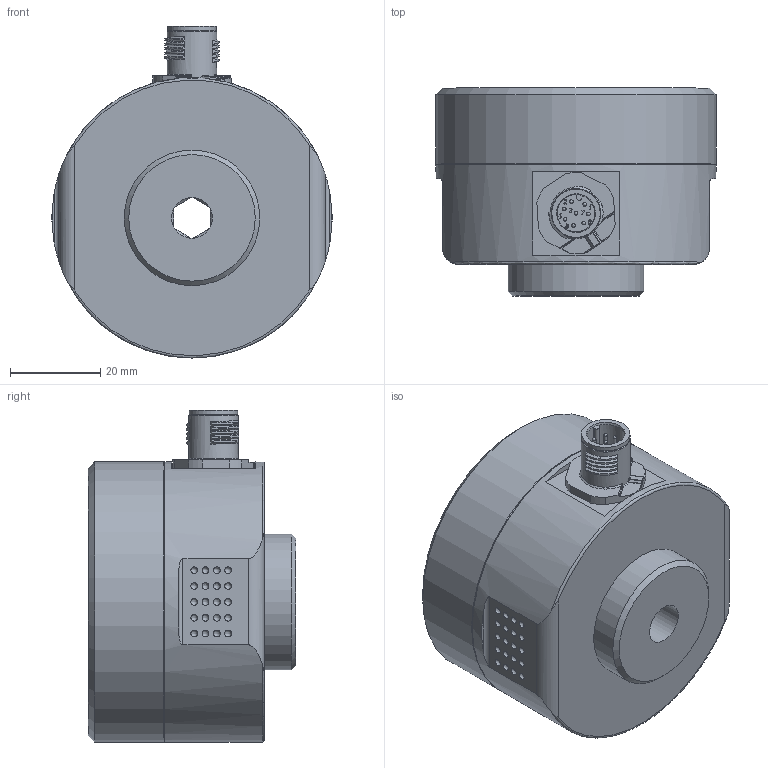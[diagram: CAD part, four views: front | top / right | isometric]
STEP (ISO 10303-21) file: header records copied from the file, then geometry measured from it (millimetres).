
FILE_DESCRIPTION (( 'STEP AP214' ), '1' );
FILE_NAME ('02.117.020.STEP', '2021-01-19T08:56:22', ( '' ), ( '' ), 'SwSTEP 2.0', 'SolidWorks 2020', '' );
FILE_SCHEMA (( 'AUTOMOTIVE_DESIGN' ));
Length unit declared in the file: millimetre
Products named in the file (1): 02.117.020
Bounding box: 62 x 46 x 73.45 mm (x, y, z)
Volume: 116965.1 mm3; surface area: 16874.4 mm2
Topology: 1 solids, 1 shells, 462 faces, 1289 edges, 795 vertices
Faces by surface type: plane 292, bspline 118, cylinder 43, cone 9
Full cylindrical faces by diameter (mm): 0.8 x8, 9 x1, 9.6 x1, 10.7 x1, 10.9 x1, 14.9 x1, 15 x1, 30 x1, 62 x2
Entity records: 18504 total; most frequent: CARTESIAN_POINT 7999, ORIENTED_EDGE 2286, DIRECTION 1834, EDGE_CURVE 1143, LINE 810, VECTOR 810, VERTEX_POINT 778, EDGE_LOOP 559
